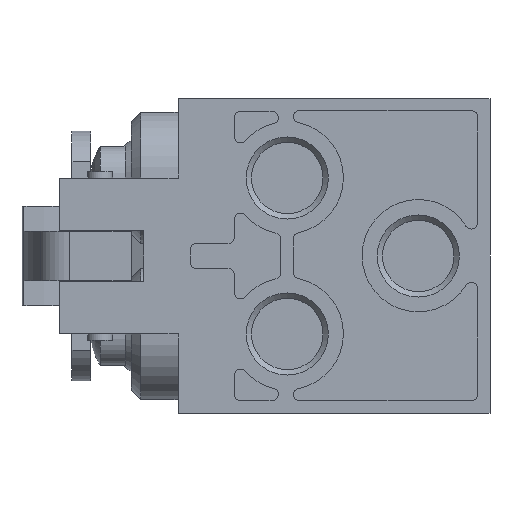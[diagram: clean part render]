
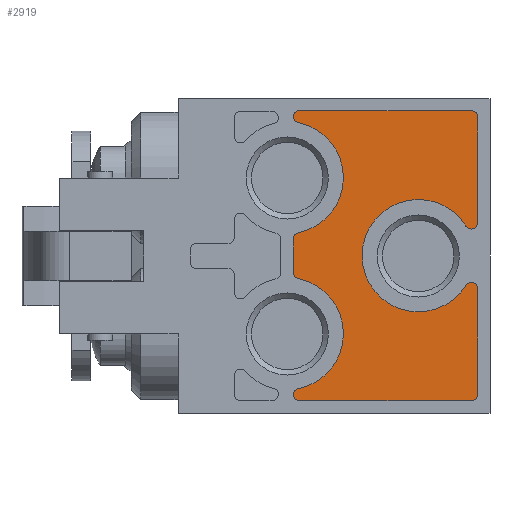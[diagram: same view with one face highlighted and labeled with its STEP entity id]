
A CAD part, left-side view. The second image highlights one B-rep face of the part: STEP entity #2919.
In plain terms, the highlighted planar face has unit normal (-1, 0, 0).
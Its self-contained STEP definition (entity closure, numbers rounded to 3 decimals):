
#162=LINE('',#4846,#408);
#165=LINE('',#4854,#411);
#170=LINE('',#4870,#416);
#173=LINE('',#4878,#419);
#179=LINE('',#4898,#425);
#408=VECTOR('',#3795,1000.);
#411=VECTOR('',#3804,1000.);
#416=VECTOR('',#3823,1000.);
#419=VECTOR('',#3832,1000.);
#425=VECTOR('',#3856,1000.);
#554=PLANE('',#3219);
#970=ORIENTED_EDGE('',*,*,#1683,.T.);
#971=ORIENTED_EDGE('',*,*,#1686,.T.);
#972=ORIENTED_EDGE('',*,*,#1688,.T.);
#973=ORIENTED_EDGE('',*,*,#1690,.T.);
#974=ORIENTED_EDGE('',*,*,#1692,.T.);
#975=ORIENTED_EDGE('',*,*,#1694,.F.);
#976=ORIENTED_EDGE('',*,*,#1696,.T.);
#977=ORIENTED_EDGE('',*,*,#1698,.T.);
#978=ORIENTED_EDGE('',*,*,#1700,.T.);
#979=ORIENTED_EDGE('',*,*,#1702,.T.);
#980=ORIENTED_EDGE('',*,*,#1704,.T.);
#981=ORIENTED_EDGE('',*,*,#1706,.T.);
#982=ORIENTED_EDGE('',*,*,#1708,.F.);
#983=ORIENTED_EDGE('',*,*,#1710,.T.);
#984=ORIENTED_EDGE('',*,*,#1712,.T.);
#985=ORIENTED_EDGE('',*,*,#1714,.T.);
#986=ORIENTED_EDGE('',*,*,#1716,.F.);
#987=ORIENTED_EDGE('',*,*,#1717,.T.);
#1683=EDGE_CURVE('',#2073,#2072,#2258,.T.);
#1686=EDGE_CURVE('',#2072,#2074,#162,.T.);
#1688=EDGE_CURVE('',#2074,#2075,#2259,.T.);
#1690=EDGE_CURVE('',#2075,#2076,#165,.T.);
#1692=EDGE_CURVE('',#2076,#2077,#2260,.T.);
#1694=EDGE_CURVE('',#2078,#2077,#2261,.T.);
#1696=EDGE_CURVE('',#2078,#2079,#2262,.T.);
#1698=EDGE_CURVE('',#2079,#2080,#170,.T.);
#1700=EDGE_CURVE('',#2080,#2081,#2263,.T.);
#1702=EDGE_CURVE('',#2081,#2082,#173,.T.);
#1704=EDGE_CURVE('',#2082,#2083,#2264,.T.);
#1706=EDGE_CURVE('',#2083,#2084,#2265,.T.);
#1708=EDGE_CURVE('',#2085,#2084,#2266,.T.);
#1710=EDGE_CURVE('',#2085,#2086,#2267,.T.);
#1712=EDGE_CURVE('',#2086,#2087,#179,.T.);
#1714=EDGE_CURVE('',#2087,#2088,#2268,.T.);
#1716=EDGE_CURVE('',#2089,#2088,#2269,.T.);
#1717=EDGE_CURVE('',#2089,#2073,#2270,.T.);
#2072=VERTEX_POINT('',#4839);
#2073=VERTEX_POINT('',#4841);
#2074=VERTEX_POINT('',#4845);
#2075=VERTEX_POINT('',#4849);
#2076=VERTEX_POINT('',#4853);
#2077=VERTEX_POINT('',#4857);
#2078=VERTEX_POINT('',#4861);
#2079=VERTEX_POINT('',#4865);
#2080=VERTEX_POINT('',#4869);
#2081=VERTEX_POINT('',#4873);
#2082=VERTEX_POINT('',#4877);
#2083=VERTEX_POINT('',#4881);
#2084=VERTEX_POINT('',#4885);
#2085=VERTEX_POINT('',#4889);
#2086=VERTEX_POINT('',#4893);
#2087=VERTEX_POINT('',#4897);
#2088=VERTEX_POINT('',#4901);
#2089=VERTEX_POINT('',#4905);
#2258=CIRCLE('',#3189,1.);
#2259=CIRCLE('',#3192,1.);
#2260=CIRCLE('',#3195,1.);
#2261=CIRCLE('',#3197,9.);
#2262=CIRCLE('',#3199,1.);
#2263=CIRCLE('',#3202,1.);
#2264=CIRCLE('',#3205,1.);
#2265=CIRCLE('',#3207,1.);
#2266=CIRCLE('',#3209,9.);
#2267=CIRCLE('',#3211,1.);
#2268=CIRCLE('',#3214,1.);
#2269=CIRCLE('',#3216,9.);
#2270=CIRCLE('',#3218,1.);
#2409=EDGE_LOOP('',(#970,#971,#972,#973,#974,#975,#976,#977,#978,#979,#980,
#981,#982,#983,#984,#985,#986,#987));
#2647=FACE_BOUND('',#2409,.T.);
#2919=ADVANCED_FACE('',(#2647),#554,.T.);
#3189=AXIS2_PLACEMENT_3D('',#4840,#3789,#3790);
#3192=AXIS2_PLACEMENT_3D('',#4850,#3799,#3800);
#3195=AXIS2_PLACEMENT_3D('',#4858,#3808,#3809);
#3197=AXIS2_PLACEMENT_3D('',#4862,#3813,#3814);
#3199=AXIS2_PLACEMENT_3D('',#4866,#3818,#3819);
#3202=AXIS2_PLACEMENT_3D('',#4874,#3827,#3828);
#3205=AXIS2_PLACEMENT_3D('',#4882,#3836,#3837);
#3207=AXIS2_PLACEMENT_3D('',#4886,#3841,#3842);
#3209=AXIS2_PLACEMENT_3D('',#4890,#3846,#3847);
#3211=AXIS2_PLACEMENT_3D('',#4894,#3851,#3852);
#3214=AXIS2_PLACEMENT_3D('',#4902,#3860,#3861);
#3216=AXIS2_PLACEMENT_3D('',#4906,#3865,#3866);
#3218=AXIS2_PLACEMENT_3D('',#4908,#3869,#3870);
#3219=AXIS2_PLACEMENT_3D('',#4909,#3871,#3872);
#3789=DIRECTION('',(-1.,0.,0.));
#3790=DIRECTION('',(0.,0.,1.));
#3795=DIRECTION('',(0.,-1.,0.));
#3799=DIRECTION('',(-1.,0.,0.));
#3800=DIRECTION('',(0.,0.,1.));
#3804=DIRECTION('',(0.,0.,1.));
#3808=DIRECTION('',(-1.,0.,0.));
#3809=DIRECTION('',(0.,0.,1.));
#3813=DIRECTION('',(-1.,0.,0.));
#3814=DIRECTION('',(0.,0.,1.));
#3818=DIRECTION('',(-1.,0.,0.));
#3819=DIRECTION('',(0.,0.,1.));
#3823=DIRECTION('',(0.,0.,1.));
#3827=DIRECTION('',(-1.,0.,0.));
#3828=DIRECTION('',(0.,0.,1.));
#3832=DIRECTION('',(0.,1.,0.));
#3836=DIRECTION('',(-1.,0.,0.));
#3837=DIRECTION('',(0.,0.,1.));
#3841=DIRECTION('',(-1.,0.,0.));
#3842=DIRECTION('',(0.,0.,1.));
#3846=DIRECTION('',(-1.,0.,0.));
#3847=DIRECTION('',(0.,0.,1.));
#3851=DIRECTION('',(-1.,0.,0.));
#3852=DIRECTION('',(0.,0.,1.));
#3856=DIRECTION('',(0.,0.,-1.));
#3860=DIRECTION('',(-1.,0.,0.));
#3861=DIRECTION('',(0.,0.,1.));
#3865=DIRECTION('',(-1.,0.,0.));
#3866=DIRECTION('',(0.,0.,1.));
#3869=DIRECTION('',(-1.,0.,0.));
#3870=DIRECTION('',(0.,0.,1.));
#3871=DIRECTION('',(-1.,0.,0.));
#3872=DIRECTION('',(0.,0.,1.));
#4839=CARTESIAN_POINT('',(-10.,30.5,-23.2));
#4840=CARTESIAN_POINT('',(-10.,30.5,-22.2));
#4841=CARTESIAN_POINT('',(-10.,31.5,-22.224));
#4845=CARTESIAN_POINT('',(-10.,3.,-23.2));
#4846=CARTESIAN_POINT('',(-10.,30.5,-23.2));
#4849=CARTESIAN_POINT('',(-10.,2.,-22.2));
#4850=CARTESIAN_POINT('',(-10.,3.,-22.2));
#4853=CARTESIAN_POINT('',(-10.,2.,-5.218));
#4854=CARTESIAN_POINT('',(-10.,2.,-22.2));
#4857=CARTESIAN_POINT('',(-10.,3.85,-4.691));
#4858=CARTESIAN_POINT('',(-10.,3.,-5.218));
#4861=CARTESIAN_POINT('',(-10.,3.85,4.791));
#4862=CARTESIAN_POINT('',(-10.,11.5,0.05));
#4865=CARTESIAN_POINT('',(-10.,2.,5.318));
#4866=CARTESIAN_POINT('',(-10.,3.,5.318));
#4869=CARTESIAN_POINT('',(-10.,2.,22.3));
#4870=CARTESIAN_POINT('',(-10.,2.,5.318));
#4873=CARTESIAN_POINT('',(-10.,3.,23.3));
#4874=CARTESIAN_POINT('',(-10.,3.,22.3));
#4877=CARTESIAN_POINT('',(-10.,30.5,23.3));
#4878=CARTESIAN_POINT('',(-10.,3.,23.3));
#4881=CARTESIAN_POINT('',(-10.,31.5,22.324));
#4882=CARTESIAN_POINT('',(-10.,30.5,22.3));
#4885=CARTESIAN_POINT('',(-10.,30.7,21.368));
#4886=CARTESIAN_POINT('',(-10.,30.5,22.348));
#4889=CARTESIAN_POINT('',(-10.,30.7,3.732));
#4890=CARTESIAN_POINT('',(-10.,32.5,12.55));
#4893=CARTESIAN_POINT('',(-10.,31.5,2.752));
#4894=CARTESIAN_POINT('',(-10.,30.5,2.752));
#4897=CARTESIAN_POINT('',(-10.,31.5,-2.652));
#4898=CARTESIAN_POINT('',(-10.,31.5,2.752));
#4901=CARTESIAN_POINT('',(-10.,30.7,-3.632));
#4902=CARTESIAN_POINT('',(-10.,30.5,-2.652));
#4905=CARTESIAN_POINT('',(-10.,30.7,-21.268));
#4906=CARTESIAN_POINT('',(-10.,32.5,-12.45));
#4908=CARTESIAN_POINT('',(-10.,30.5,-22.248));
#4909=CARTESIAN_POINT('',(-10.,30.5,-22.2));
